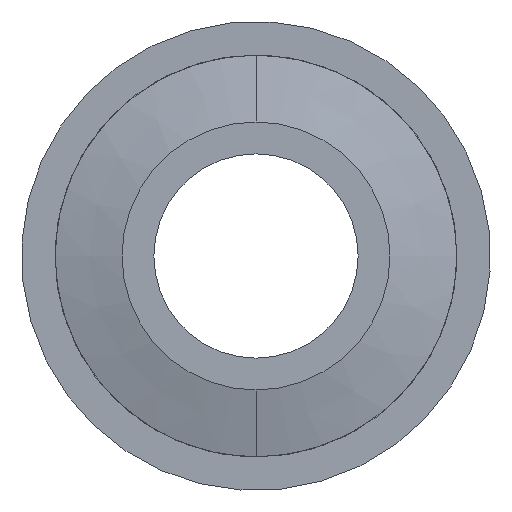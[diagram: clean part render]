
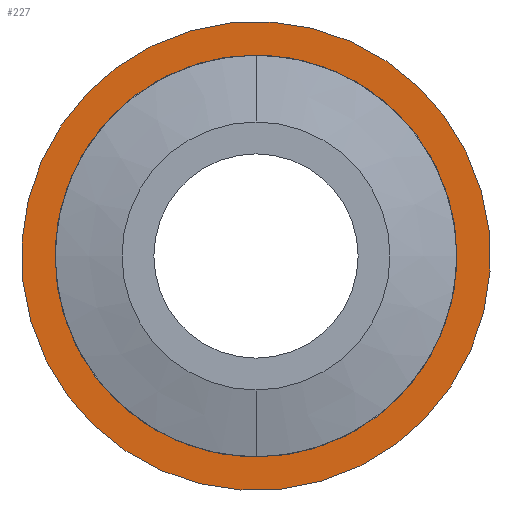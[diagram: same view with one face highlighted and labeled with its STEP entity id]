
A CAD part, front view. The second image highlights one B-rep face of the part: STEP entity #227.
In plain terms, the highlighted planar face has unit normal (0, -1, 0).
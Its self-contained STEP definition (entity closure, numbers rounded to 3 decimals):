
#133 = FACE_BOUND ( 'NONE', #495, .T. ) ;
#147 = FACE_OUTER_BOUND ( 'NONE', #496, .T. ) ;
#197 = EDGE_CURVE ( 'NONE', #327, #287, #762, .T. ) ;
#198 = EDGE_CURVE ( 'NONE', #314, #319, #760, .T. ) ;
#227 = ADVANCED_FACE ( 'NONE', ( #133, #147 ), #699, .F. ) ;
#236 = ORIENTED_EDGE ( 'NONE', *, *, #579, .T. ) ;
#237 = ORIENTED_EDGE ( 'NONE', *, *, #198, .F. ) ;
#239 = ORIENTED_EDGE ( 'NONE', *, *, #590, .F. ) ;
#240 = ORIENTED_EDGE ( 'NONE', *, *, #197, .T. ) ;
#287 = VERTEX_POINT ( 'NONE', #662 ) ;
#314 = VERTEX_POINT ( 'NONE', #641 ) ;
#319 = VERTEX_POINT ( 'NONE', #635 ) ;
#327 = VERTEX_POINT ( 'NONE', #628 ) ;
#357 = DIRECTION ( 'NONE',  ( 0., 0., -1. ) ) ;
#359 = DIRECTION ( 'NONE',  ( 0., -1., 0. ) ) ;
#360 = CARTESIAN_POINT ( 'NONE',  ( 0., -3., 0. ) ) ;
#368 = DIRECTION ( 'NONE',  ( 0., 0., -1. ) ) ;
#369 = DIRECTION ( 'NONE',  ( 0., -1., 0. ) ) ;
#373 = CARTESIAN_POINT ( 'NONE',  ( 0., -3., 0. ) ) ;
#495 = EDGE_LOOP ( 'NONE', ( #237, #239 ) ) ;
#496 = EDGE_LOOP ( 'NONE', ( #236, #240 ) ) ;
#579 = EDGE_CURVE ( 'NONE', #287, #327, #943, .T. ) ;
#590 = EDGE_CURVE ( 'NONE', #319, #314, #937, .T. ) ;
#628 = CARTESIAN_POINT ( 'NONE',  ( 0., -3., 7. ) ) ;
#635 = CARTESIAN_POINT ( 'NONE',  ( 0., -3., 6. ) ) ;
#641 = CARTESIAN_POINT ( 'NONE',  ( 0., -3., -6. ) ) ;
#662 = CARTESIAN_POINT ( 'NONE',  ( 0., -3., -7. ) ) ;
#695 = DIRECTION ( 'NONE',  ( 0., 0., 1. ) ) ;
#697 = DIRECTION ( 'NONE',  ( 0., 1., 0. ) ) ;
#698 = CARTESIAN_POINT ( 'NONE',  ( -6., -3., 0. ) ) ;
#699 = PLANE ( 'NONE',  #780 ) ;
#759 = AXIS2_PLACEMENT_3D ( 'NONE', #859, #861, #860 ) ;
#760 = CIRCLE ( 'NONE', #759, 6. ) ;
#761 = AXIS2_PLACEMENT_3D ( 'NONE', #857, #856, #858 ) ;
#762 = CIRCLE ( 'NONE', #761, 7. ) ;
#780 = AXIS2_PLACEMENT_3D ( 'NONE', #698, #697, #695 ) ;
#856 = DIRECTION ( 'NONE',  ( 0., -1., 0. ) ) ;
#857 = CARTESIAN_POINT ( 'NONE',  ( 0., -3., 0. ) ) ;
#858 = DIRECTION ( 'NONE',  ( 0., 0., -1. ) ) ;
#859 = CARTESIAN_POINT ( 'NONE',  ( 0., -3., 0. ) ) ;
#860 = DIRECTION ( 'NONE',  ( 0., 0., -1. ) ) ;
#861 = DIRECTION ( 'NONE',  ( 0., -1., 0. ) ) ;
#930 = AXIS2_PLACEMENT_3D ( 'NONE', #360, #359, #357 ) ;
#937 = CIRCLE ( 'NONE', #930, 6. ) ;
#942 = AXIS2_PLACEMENT_3D ( 'NONE', #373, #369, #368 ) ;
#943 = CIRCLE ( 'NONE', #942, 7. ) ;
